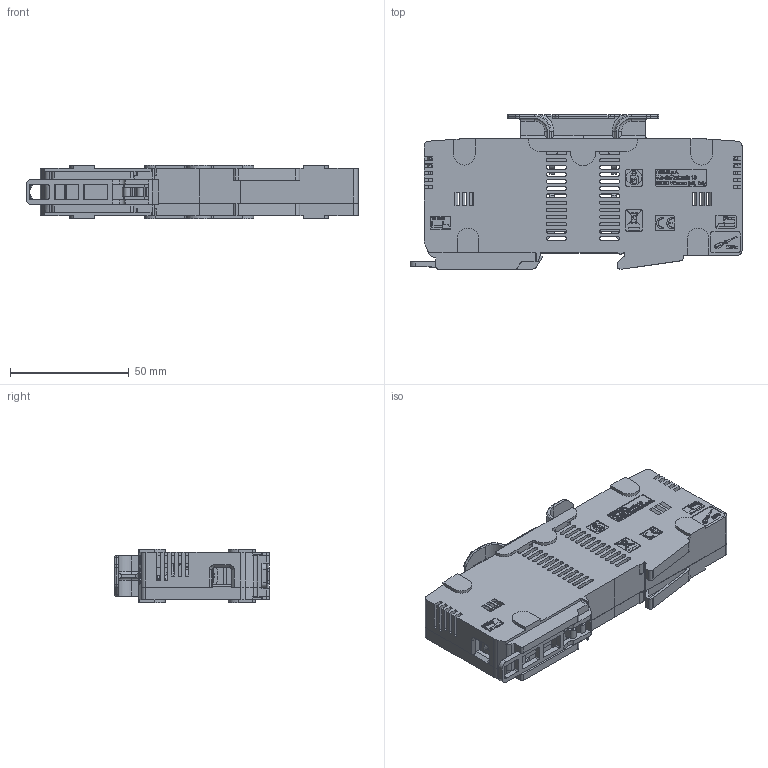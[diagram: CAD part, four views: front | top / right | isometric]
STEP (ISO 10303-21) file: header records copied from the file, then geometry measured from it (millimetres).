
FILE_DESCRIPTION(('CATIA V5 STEP Exchange'),'2;1');
FILE_NAME('04678431-8435--_000_A0_ASSIEME FUSE COMPLETO_2PD.stp','2019-03-27T10:47:14+00:00',('none'),('none'),'CATIA Version 5 Release 20 SP 6 (IN-10)','CATIA V5 STEP AP214','none');
FILE_SCHEMA(('AUTOMOTIVE_DESIGN { 1 0 10303 214 1 1 1 1 }'));
Products named in the file (11): 04678431-8435--_000_A0_ASSIEME FUSE COMPLETO_2PD; 04237955-7964_000_B0_BASE FUSEHOLDER 1500V_2PA; 04372901-2905_000_B1_ASSIEME PINZA INF - MORSETTO 1P_2PD; 04023121-3125_000_C0_PINZA INFERIORE_2PA; 04023116-3120_000_B0_VITE M5 1P_2PA; 04023136-3140_000_B0_STAFFA MORSETTO 25MMQ 1P_2PA; 04023696-3700_000_A0_MOLLA PER PINZA (16-25-32A)_2PA; 04023076-3079_000_B0_MOLLA PER PINZA (10-20A)_2PA; 04237965-7974_000_B1_SLITTA FUSEHOLDER 1500V_2PA; 04237945-7954_000_C0_COPERCHIO FUSEHOLDER 1500V_2PA; 04237935-7944_000_A1_ATTACCO RAPIDO FUSEHOLDER 1500V_2PA
Assembly tree (11 placements, depth 3):
  04678431-8435--_000_A0_ASSIEME FUSE COMPLETO_2PD
    04237955-7964_000_B0_BASE FUSEHOLDER 1500V_2PA
    04372901-2905_000_B1_ASSIEME PINZA INF - MORSETTO 1P_2PD  x2
      04023121-3125_000_C0_PINZA INFERIORE_2PA
      04023116-3120_000_B0_VITE M5 1P_2PA
      04023136-3140_000_B0_STAFFA MORSETTO 25MMQ 1P_2PA
      04023696-3700_000_A0_MOLLA PER PINZA (16-25-32A)_2PA
      04023076-3079_000_B0_MOLLA PER PINZA (10-20A)_2PA
    04237965-7974_000_B1_SLITTA FUSEHOLDER 1500V_2PA
    04237945-7954_000_C0_COPERCHIO FUSEHOLDER 1500V_2PA
    04237935-7944_000_A1_ATTACCO RAPIDO FUSEHOLDER 1500V_2PA
Bounding box: 139.95 x 65 x 22.5 mm (x, y, z)
Volume: 55759.7 mm3; surface area: 77213.7 mm2
Topology: 14 solids, 14 shells, 5867 faces, 16726 edges, 11006 vertices
Faces by surface type: plane 3471, extrusion 1075, cylinder 1000, torus 118, bspline 104, cone 57, sphere 26, revolution 16
Entity records: 184725 total; most frequent: CARTESIAN_POINT 52921, ORIENTED_EDGE 31084, DIRECTION 19169, EDGE_CURVE 15542, VECTOR 11772, LINE 10697, VERTEX_POINT 10280, EDGE_LOOP 5780
